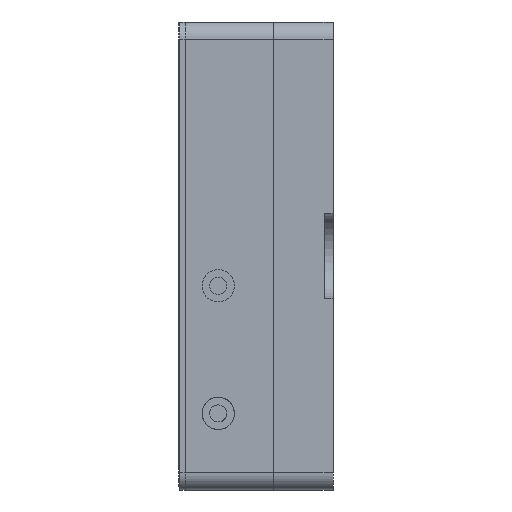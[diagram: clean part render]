
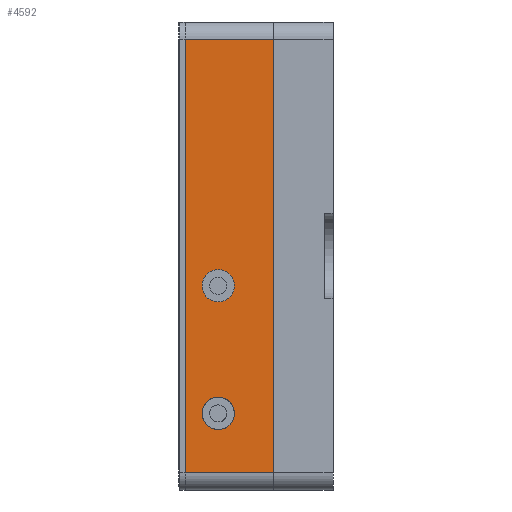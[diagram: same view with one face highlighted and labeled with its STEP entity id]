
A CAD part, left-side view. The second image highlights one B-rep face of the part: STEP entity #4592.
In plain terms, the highlighted planar face has unit normal (-1, 0, 0).
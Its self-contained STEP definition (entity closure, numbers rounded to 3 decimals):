
#18 = EDGE_CURVE ( 'NONE', #3536, #5663, #2455, .T. ) ;
#305 = AXIS2_PLACEMENT_3D ( 'NONE', #3141, #1708, #5622 ) ;
#311 = EDGE_CURVE ( 'NONE', #2177, #454, #3904, .T. ) ;
#316 = CARTESIAN_POINT ( 'NONE',  ( -64., 7., 0. ) ) ;
#433 = FACE_BOUND ( 'NONE', #587, .T. ) ;
#454 = VERTEX_POINT ( 'NONE', #5307 ) ;
#469 = VECTOR ( 'NONE', #1627, 1000. ) ;
#503 = CIRCLE ( 'NONE', #3388, 1.9 ) ;
#522 = VECTOR ( 'NONE', #2245, 1000. ) ;
#558 = ORIENTED_EDGE ( 'NONE', *, *, #18, .T. ) ;
#587 = EDGE_LOOP ( 'NONE', ( #3564, #3224 ) ) ;
#755 = CARTESIAN_POINT ( 'NONE',  ( -64., -153.802, -27.5 ) ) ;
#836 = AXIS2_PLACEMENT_3D ( 'NONE', #870, #1847, #1382 ) ;
#859 = LINE ( 'NONE', #2120, #2823 ) ;
#870 = CARTESIAN_POINT ( 'NONE',  ( -64., 13.5, -18.5 ) ) ;
#922 = CARTESIAN_POINT ( 'NONE',  ( -64., 7., -25.5 ) ) ;
#1094 = AXIS2_PLACEMENT_3D ( 'NONE', #755, #5748, #3731 ) ;
#1132 = CARTESIAN_POINT ( 'NONE',  ( -64., 17.4, 0. ) ) ;
#1149 = CARTESIAN_POINT ( 'NONE',  ( -64., 7., 25.5 ) ) ;
#1193 = CARTESIAN_POINT ( 'NONE',  ( -64., 13.5, -1.6 ) ) ;
#1243 = EDGE_CURVE ( 'NONE', #4785, #5663, #859, .T. ) ;
#1249 = CARTESIAN_POINT ( 'NONE',  ( -64., 17.4, 25.5 ) ) ;
#1382 = DIRECTION ( 'NONE',  ( 0., 0., 1. ) ) ;
#1627 = DIRECTION ( 'NONE',  ( 0., 0., -1. ) ) ;
#1648 = VECTOR ( 'NONE', #2833, 1000. ) ;
#1708 = DIRECTION ( 'NONE',  ( 1., 0., 0. ) ) ;
#1749 = AXIS2_PLACEMENT_3D ( 'NONE', #5144, #5633, #3126 ) ;
#1847 = DIRECTION ( 'NONE',  ( 1., 0., 0. ) ) ;
#1955 = EDGE_CURVE ( 'NONE', #4785, #5851, #2135, .T. ) ;
#2120 = CARTESIAN_POINT ( 'NONE',  ( -64., 17.4, -25.5 ) ) ;
#2135 = LINE ( 'NONE', #316, #522 ) ;
#2177 = VERTEX_POINT ( 'NONE', #2946 ) ;
#2245 = DIRECTION ( 'NONE',  ( 0., 0., 1. ) ) ;
#2420 = CIRCLE ( 'NONE', #305, 1.9 ) ;
#2455 = LINE ( 'NONE', #1132, #469 ) ;
#2823 = VECTOR ( 'NONE', #4579, 1000. ) ;
#2833 = DIRECTION ( 'NONE',  ( 0., -1., 0. ) ) ;
#2878 = ORIENTED_EDGE ( 'NONE', *, *, #5483, .F. ) ;
#2946 = CARTESIAN_POINT ( 'NONE',  ( -64., 13.5, -20.4 ) ) ;
#2999 = CARTESIAN_POINT ( 'NONE',  ( -64., 13.5, -18.5 ) ) ;
#3126 = DIRECTION ( 'NONE',  ( 0., 0., 1. ) ) ;
#3130 = CARTESIAN_POINT ( 'NONE',  ( -64., 13.5, -5.4 ) ) ;
#3141 = CARTESIAN_POINT ( 'NONE',  ( -64., 13.5, -3.5 ) ) ;
#3166 = VERTEX_POINT ( 'NONE', #3130 ) ;
#3224 = ORIENTED_EDGE ( 'NONE', *, *, #311, .T. ) ;
#3289 = VERTEX_POINT ( 'NONE', #1193 ) ;
#3388 = AXIS2_PLACEMENT_3D ( 'NONE', #2999, #4064, #3511 ) ;
#3511 = DIRECTION ( 'NONE',  ( 0., 0., 1. ) ) ;
#3536 = VERTEX_POINT ( 'NONE', #1249 ) ;
#3564 = ORIENTED_EDGE ( 'NONE', *, *, #3704, .T. ) ;
#3704 = EDGE_CURVE ( 'NONE', #454, #2177, #503, .T. ) ;
#3731 = DIRECTION ( 'NONE',  ( 0., 0., 1. ) ) ;
#3826 = EDGE_CURVE ( 'NONE', #3166, #3289, #6167, .T. ) ;
#3904 = CIRCLE ( 'NONE', #836, 1.9 ) ;
#4064 = DIRECTION ( 'NONE',  ( 1., 0., 0. ) ) ;
#4573 = EDGE_CURVE ( 'NONE', #3289, #3166, #2420, .T. ) ;
#4579 = DIRECTION ( 'NONE',  ( 0., 1., 0. ) ) ;
#4592 = ADVANCED_FACE ( 'NONE', ( #6168, #433, #5020 ), #6098, .T. ) ;
#4606 = EDGE_LOOP ( 'NONE', ( #5908, #6208 ) ) ;
#4639 = LINE ( 'NONE', #5773, #1648 ) ;
#4660 = ORIENTED_EDGE ( 'NONE', *, *, #1243, .F. ) ;
#4785 = VERTEX_POINT ( 'NONE', #922 ) ;
#4957 = CARTESIAN_POINT ( 'NONE',  ( -64., 17.4, -25.5 ) ) ;
#5020 = FACE_BOUND ( 'NONE', #4606, .T. ) ;
#5144 = CARTESIAN_POINT ( 'NONE',  ( -64., 13.5, -3.5 ) ) ;
#5296 = EDGE_LOOP ( 'NONE', ( #5439, #2878, #558, #4660 ) ) ;
#5307 = CARTESIAN_POINT ( 'NONE',  ( -64., 13.5, -16.6 ) ) ;
#5439 = ORIENTED_EDGE ( 'NONE', *, *, #1955, .T. ) ;
#5483 = EDGE_CURVE ( 'NONE', #3536, #5851, #4639, .T. ) ;
#5622 = DIRECTION ( 'NONE',  ( 0., 0., 1. ) ) ;
#5633 = DIRECTION ( 'NONE',  ( 1., 0., 0. ) ) ;
#5663 = VERTEX_POINT ( 'NONE', #4957 ) ;
#5748 = DIRECTION ( 'NONE',  ( -1., 0., 0. ) ) ;
#5773 = CARTESIAN_POINT ( 'NONE',  ( -64., -153.802, 25.5 ) ) ;
#5851 = VERTEX_POINT ( 'NONE', #1149 ) ;
#5908 = ORIENTED_EDGE ( 'NONE', *, *, #4573, .T. ) ;
#6098 = PLANE ( 'NONE',  #1094 ) ;
#6167 = CIRCLE ( 'NONE', #1749, 1.9 ) ;
#6168 = FACE_OUTER_BOUND ( 'NONE', #5296, .T. ) ;
#6208 = ORIENTED_EDGE ( 'NONE', *, *, #3826, .T. ) ;
